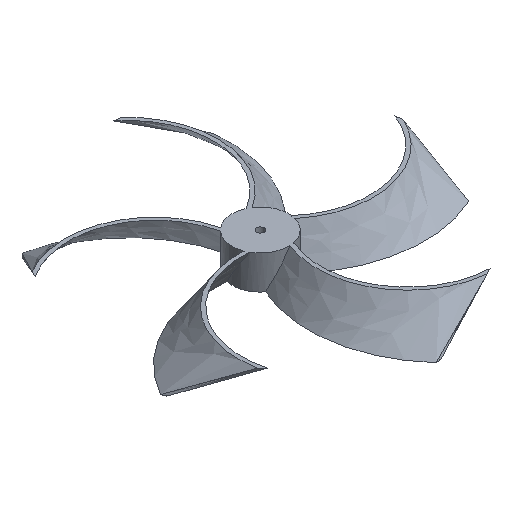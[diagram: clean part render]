
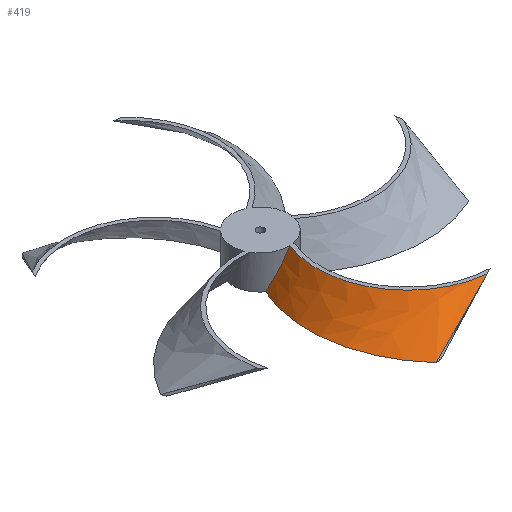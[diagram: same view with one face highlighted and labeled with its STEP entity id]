
A CAD part, isometric view. The second image highlights one B-rep face of the part: STEP entity #419.
In plain terms, the highlighted free-form (B-spline) face has degree [3, 3] with [7, 4] control points.
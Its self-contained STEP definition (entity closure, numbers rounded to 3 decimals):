
#40=FACE_OUTER_BOUND('',#65,.T.);
#65=EDGE_LOOP('',(#353,#354,#355,#356));
#90=LINE('',#1100,#111);
#111=VECTOR('',#579,20.798);
#127=CIRCLE('',#454,24.);
#146=CIRCLE('',#476,36.);
#156=B_SPLINE_CURVE_WITH_KNOTS('',3,(#1072,#1073,#1074,#1075,#1076,#1077,
#1078,#1079,#1080,#1081,#1082,#1083,#1084,#1085,#1086,#1087,#1088,#1089,
#1090,#1091,#1092,#1093,#1094,#1095,#1096,#1097,#1098,#1099),
 .UNSPECIFIED.,.F.,.F.,(4,3,3,3,3,3,3,3,3,4),(0.,0.152,0.316,
0.449,0.518,0.64,0.749,
0.853,0.951,1.042),.UNSPECIFIED.);
#174=VERTEX_POINT('',#728);
#175=VERTEX_POINT('',#730);
#187=VERTEX_POINT('',#840);
#198=VERTEX_POINT('',#864);
#219=EDGE_CURVE('',#174,#175,#127,.T.);
#247=EDGE_CURVE('',#187,#198,#146,.T.);
#256=EDGE_CURVE('',#187,#174,#156,.T.);
#257=EDGE_CURVE('',#175,#198,#90,.T.);
#353=ORIENTED_EDGE('',*,*,#256,.F.);
#354=ORIENTED_EDGE('',*,*,#247,.T.);
#355=ORIENTED_EDGE('',*,*,#257,.F.);
#356=ORIENTED_EDGE('',*,*,#219,.F.);
#397=B_SPLINE_SURFACE_WITH_KNOTS('',3,3,((#1044,#1045,#1046,#1047),(#1048,
#1049,#1050,#1051),(#1052,#1053,#1054,#1055),(#1056,#1057,#1058,#1059),
(#1060,#1061,#1062,#1063),(#1064,#1065,#1066,#1067),(#1068,#1069,#1070,
#1071)),.UNSPECIFIED.,.F.,.F.,.F.,(4,1,1,1,4),(4,4),(0.,
0.286,0.429,0.714,1.),(0.,
1.),.UNSPECIFIED.);
#419=ADVANCED_FACE('',(#40),#397,.F.);
#454=AXIS2_PLACEMENT_3D('',#731,#515,#516);
#476=AXIS2_PLACEMENT_3D('',#866,#565,#566);
#515=DIRECTION('center_axis',(0.,0.,1.));
#516=DIRECTION('ref_axis',(-0.928,0.374,0.));
#565=DIRECTION('center_axis',(0.,0.,1.));
#566=DIRECTION('ref_axis',(-0.914,0.406,0.));
#579=DIRECTION('',(-0.873,-0.224,-0.433));
#728=CARTESIAN_POINT('',(0.391,-7.49,9.));
#730=CARTESIAN_POINT('',(20.001,-40.311,9.));
#731=CARTESIAN_POINT('Origin',(22.652,-16.458,9.));
#840=CARTESIAN_POINT('',(-4.577,-5.941,0.));
#864=CARTESIAN_POINT('',(1.837,-44.962,0.));
#866=CARTESIAN_POINT('Origin',(28.316,-20.572,0.));
#1044=CARTESIAN_POINT('Ctrl Pts',(0.391,-7.49,9.));
#1045=CARTESIAN_POINT('Ctrl Pts',(-1.265,-6.974,6.));
#1046=CARTESIAN_POINT('Ctrl Pts',(-2.921,-6.458,3.));
#1047=CARTESIAN_POINT('Ctrl Pts',(-4.577,-5.941,0.));
#1048=CARTESIAN_POINT('Ctrl Pts',(-1.183,-11.397,9.));
#1049=CARTESIAN_POINT('Ctrl Pts',(-2.851,-10.792,6.));
#1050=CARTESIAN_POINT('Ctrl Pts',(-4.53,-10.189,3.));
#1051=CARTESIAN_POINT('Ctrl Pts',(-6.198,-9.584,0.));
#1052=CARTESIAN_POINT('Ctrl Pts',(-1.954,-17.885,9.));
#1053=CARTESIAN_POINT('Ctrl Pts',(-3.874,-17.076,6.));
#1054=CARTESIAN_POINT('Ctrl Pts',(-5.79,-16.265,3.));
#1055=CARTESIAN_POINT('Ctrl Pts',(-7.709,-15.455,0.));
#1056=CARTESIAN_POINT('Ctrl Pts',(0.929,-28.116,9.));
#1057=CARTESIAN_POINT('Ctrl Pts',(-1.961,-27.229,6.));
#1058=CARTESIAN_POINT('Ctrl Pts',(-4.853,-26.345,3.));
#1059=CARTESIAN_POINT('Ctrl Pts',(-7.743,-25.458,0.));
#1060=CARTESIAN_POINT('Ctrl Pts',(7.691,-36.66,9.));
#1061=CARTESIAN_POINT('Ctrl Pts',(3.366,-36.194,6.));
#1062=CARTESIAN_POINT('Ctrl Pts',(-0.959,-35.726,
3.));
#1063=CARTESIAN_POINT('Ctrl Pts',(-5.284,-35.26,0.));
#1064=CARTESIAN_POINT('Ctrl Pts',(15.814,-39.846,9.));
#1065=CARTESIAN_POINT('Ctrl Pts',(10.253,-40.572,6.));
#1066=CARTESIAN_POINT('Ctrl Pts',(4.696,-41.304,3.));
#1067=CARTESIAN_POINT('Ctrl Pts',(-0.864,-42.03,0.));
#1068=CARTESIAN_POINT('Ctrl Pts',(20.001,-40.311,9.));
#1069=CARTESIAN_POINT('Ctrl Pts',(13.946,-41.862,6.));
#1070=CARTESIAN_POINT('Ctrl Pts',(7.891,-43.412,3.));
#1071=CARTESIAN_POINT('Ctrl Pts',(1.837,-44.962,0.));
#1072=CARTESIAN_POINT('Ctrl Pts',(-4.577,-5.941,0.));
#1073=CARTESIAN_POINT('Ctrl Pts',(-4.373,-6.099,0.436));
#1074=CARTESIAN_POINT('Ctrl Pts',(-4.161,-6.245,0.875));
#1075=CARTESIAN_POINT('Ctrl Pts',(-3.944,-6.38,1.314));
#1076=CARTESIAN_POINT('Ctrl Pts',(-3.708,-6.525,1.79));
#1077=CARTESIAN_POINT('Ctrl Pts',(-3.465,-6.657,2.266));
#1078=CARTESIAN_POINT('Ctrl Pts',(-3.217,-6.775,2.743));
#1079=CARTESIAN_POINT('Ctrl Pts',(-3.016,-6.87,3.126));
#1080=CARTESIAN_POINT('Ctrl Pts',(-2.812,-6.957,3.51));
#1081=CARTESIAN_POINT('Ctrl Pts',(-2.604,-7.033,3.893));
#1082=CARTESIAN_POINT('Ctrl Pts',(-2.496,-7.073,4.092));
#1083=CARTESIAN_POINT('Ctrl Pts',(-2.387,-7.111,4.292));
#1084=CARTESIAN_POINT('Ctrl Pts',(-2.277,-7.146,4.491));
#1085=CARTESIAN_POINT('Ctrl Pts',(-2.083,-7.208,4.842));
#1086=CARTESIAN_POINT('Ctrl Pts',(-1.885,-7.262,5.194));
#1087=CARTESIAN_POINT('Ctrl Pts',(-1.684,-7.309,5.546));
#1088=CARTESIAN_POINT('Ctrl Pts',(-1.504,-7.35,5.862));
#1089=CARTESIAN_POINT('Ctrl Pts',(-1.322,-7.385,6.177));
#1090=CARTESIAN_POINT('Ctrl Pts',(-1.138,-7.413,6.491));
#1091=CARTESIAN_POINT('Ctrl Pts',(-0.961,-7.44,
6.792));
#1092=CARTESIAN_POINT('Ctrl Pts',(-0.783,-7.461,
7.092));
#1093=CARTESIAN_POINT('Ctrl Pts',(-0.603,-7.476,
7.391));
#1094=CARTESIAN_POINT('Ctrl Pts',(-0.433,-7.49,
7.673));
#1095=CARTESIAN_POINT('Ctrl Pts',(-0.262,-7.498,7.954));
#1096=CARTESIAN_POINT('Ctrl Pts',(-0.089,-7.5,
8.233));
#1097=CARTESIAN_POINT('Ctrl Pts',(0.07,-7.501,
8.49));
#1098=CARTESIAN_POINT('Ctrl Pts',(0.23,-7.498,8.746));
#1099=CARTESIAN_POINT('Ctrl Pts',(0.391,-7.49,9.));
#1100=CARTESIAN_POINT('',(20.001,-40.311,9.));
